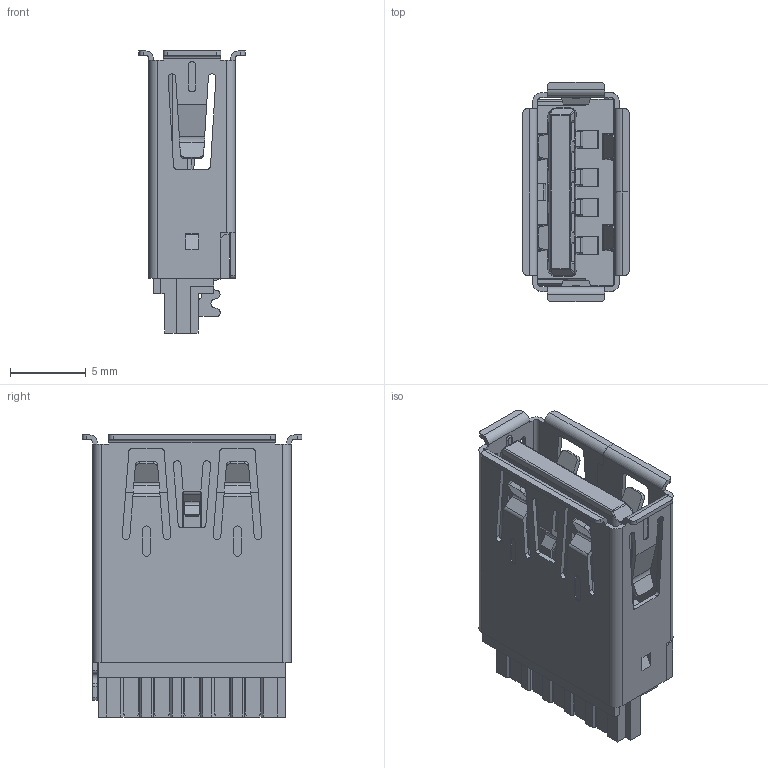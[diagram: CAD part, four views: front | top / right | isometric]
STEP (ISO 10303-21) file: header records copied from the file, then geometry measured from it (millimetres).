
FILE_DESCRIPTION (( 'STEP AP203' ), '1' );
FILE_NAME ('50-00468_revA.STEP', '2016-06-17T23:34:27', ( 'Tensility' ), ( '' ), 'SwSTEP 2.0', 'SolidWorks 2015', '' );
FILE_SCHEMA (( 'CONFIG_CONTROL_DESIGN' ));
Length unit declared in the file: millimetre
Products named in the file (6): 50-00468 pin 7; 50-00468_revA; 50-00468 insulator; 50-00468 insulator 2; 50-00468 shell; 50-00468 pin 3
Assembly tree (12 placements, depth 2):
  50-00468_revA
    50-00468 insulator
    50-00468 insulator 2
    50-00468 shell
    50-00468 pin 3  x4
    50-00468 pin 7  x5
Bounding box: 7 x 14.5 x 18.6 mm (x, y, z)
Volume: 563.4 mm3; surface area: 2692 mm2
Topology: 21 solids, 21 shells, 1309 faces, 3714 edges, 2412 vertices
Faces by surface type: plane 959, cylinder 310, sphere 18, torus 18, bspline 4
Entity records: 31803 total; most frequent: CARTESIAN_POINT 6080, ORIENTED_EDGE 5436, DIRECTION 4941, EDGE_CURVE 2718, VECTOR 2191, LINE 2191, VERTEX_POINT 1748, AXIS2_PLACEMENT_3D 1375
